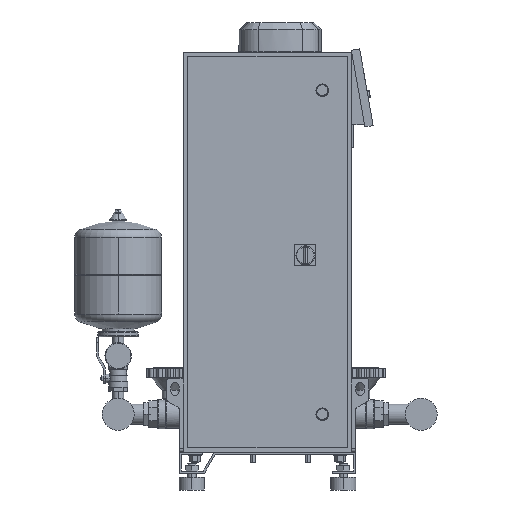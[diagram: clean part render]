
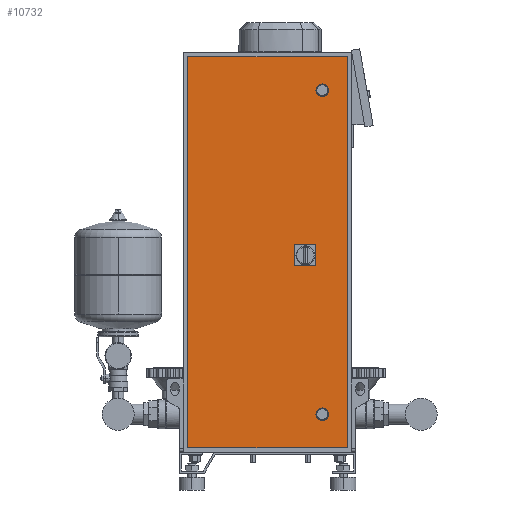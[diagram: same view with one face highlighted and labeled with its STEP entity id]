
A CAD part, left-side view. The second image highlights one B-rep face of the part: STEP entity #10732.
In plain terms, the highlighted free-form (B-spline) face has degree [1, 1] with [2, 2] control points.
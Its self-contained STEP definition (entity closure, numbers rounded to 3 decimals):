
#10210=CARTESIAN_POINT('',(-200.0,-130.0,935.0));
#10211=VERTEX_POINT('',#10210);
#10227=CARTESIAN_POINT('',(-200.0,-130.0,965.0));
#10228=VERTEX_POINT('',#10227);
#10235=CARTESIAN_POINT('',(-200.0,-130.0,950.0));
#10236=DIRECTION('',(1.0,0.0,0.0));
#10237=DIRECTION('',(0.0,0.0,-1.0));
#10238=AXIS2_PLACEMENT_3D('',#10235,#10236,#10237);
#10239=CIRCLE('',#10238,15.0);
#10240=EDGE_CURVE('',#10211,#10228,#10239,.T.);
#10334=CARTESIAN_POINT('',(-200.0,-130.0,165.0));
#10335=VERTEX_POINT('',#10334);
#10351=CARTESIAN_POINT('',(-200.0,-130.0,195.0));
#10352=VERTEX_POINT('',#10351);
#10359=CARTESIAN_POINT('',(-200.0,-130.0,180.0));
#10360=DIRECTION('',(1.0,0.0,0.0));
#10361=DIRECTION('',(0.0,0.0,-1.0));
#10362=AXIS2_PLACEMENT_3D('',#10359,#10360,#10361);
#10363=CIRCLE('',#10362,15.0);
#10364=EDGE_CURVE('',#10335,#10352,#10363,.T.);
#10433=CARTESIAN_POINT('',(-200.0,-130.0,180.0));
#10434=DIRECTION('',(1.0,0.0,0.0));
#10435=DIRECTION('',(0.0,0.0,-1.0));
#10436=AXIS2_PLACEMENT_3D('',#10433,#10434,#10435);
#10437=CIRCLE('',#10436,15.0);
#10438=EDGE_CURVE('',#10352,#10335,#10437,.T.);
#10498=CARTESIAN_POINT('',(-200.0,190.0,100.0));
#10499=VERTEX_POINT('',#10498);
#10500=CARTESIAN_POINT('',(-200.0,-190.0,100.0));
#10501=VERTEX_POINT('',#10500);
#10502=CARTESIAN_POINT('',(-200.0,190.0,100.0));
#10503=DIRECTION('',(0.0,-1.0,0.0));
#10504=VECTOR('',#10503,380.0);
#10505=LINE('',#10502,#10504);
#10506=EDGE_CURVE('',#10499,#10501,#10505,.T.);
#10557=CARTESIAN_POINT('',(-200.0,-130.0,950.0));
#10558=DIRECTION('',(1.0,0.0,0.0));
#10559=DIRECTION('',(0.0,0.0,-1.0));
#10560=AXIS2_PLACEMENT_3D('',#10557,#10558,#10559);
#10561=CIRCLE('',#10560,15.0);
#10562=EDGE_CURVE('',#10228,#10211,#10561,.T.);
#10622=CARTESIAN_POINT('',(-200.0,-190.0,1030.0));
#10623=VERTEX_POINT('',#10622);
#10624=CARTESIAN_POINT('',(-200.0,190.,1030.0));
#10625=VERTEX_POINT('',#10624);
#10626=CARTESIAN_POINT('',(-200.0,-190.0,1030.0));
#10627=DIRECTION('',(0.0,1.0,0.0));
#10628=VECTOR('',#10627,380.);
#10629=LINE('',#10626,#10628);
#10630=EDGE_CURVE('',#10623,#10625,#10629,.T.);
#10684=CARTESIAN_POINT('',(-200.0,-190.0,100.0));
#10685=DIRECTION('',(0.0,0.0,1.0));
#10686=VECTOR('',#10685,930.0);
#10687=LINE('',#10684,#10686);
#10688=EDGE_CURVE('',#10501,#10623,#10687,.T.);
#10703=CARTESIAN_POINT('',(-200.0,190.,1030.0));
#10704=DIRECTION('',(0.0,0.0,-1.0));
#10705=VECTOR('',#10704,930.0);
#10706=LINE('',#10703,#10705);
#10707=EDGE_CURVE('',#10625,#10499,#10706,.T.);
#10713=CARTESIAN_POINT('',(-200.0,190.0,1030.0));
#10714=CARTESIAN_POINT('',(-200.0,190.0,100.0));
#10715=CARTESIAN_POINT('',(-200.0,-190.0,1030.0));
#10716=CARTESIAN_POINT('',(-200.0,-190.0,100.0));
#10717=B_SPLINE_SURFACE_WITH_KNOTS('',1,1,((#10713,#10715),(#10714,#10716)),.UNSPECIFIED.,.F.,.F.,.U.,(2,2),(2,2),(0.0,930.0),(0.0,380.0),.UNSPECIFIED.);
#10718=ORIENTED_EDGE('',*,*,#10707,.T.);
#10719=ORIENTED_EDGE('',*,*,#10506,.T.);
#10720=ORIENTED_EDGE('',*,*,#10688,.T.);
#10721=ORIENTED_EDGE('',*,*,#10630,.T.);
#10722=EDGE_LOOP('',(#10718,#10719,#10720,#10721));
#10723=FACE_OUTER_BOUND('',#10722,.T.);
#10724=ORIENTED_EDGE('',*,*,#10438,.T.);
#10725=ORIENTED_EDGE('',*,*,#10364,.T.);
#10726=EDGE_LOOP('',(#10724,#10725));
#10727=FACE_BOUND('',#10726,.T.);
#10728=ORIENTED_EDGE('',*,*,#10562,.T.);
#10729=ORIENTED_EDGE('',*,*,#10240,.T.);
#10730=EDGE_LOOP('',(#10728,#10729));
#10731=FACE_BOUND('',#10730,.T.);
#10732=ADVANCED_FACE('',(#10723,#10727,#10731),#10717,.T.);
